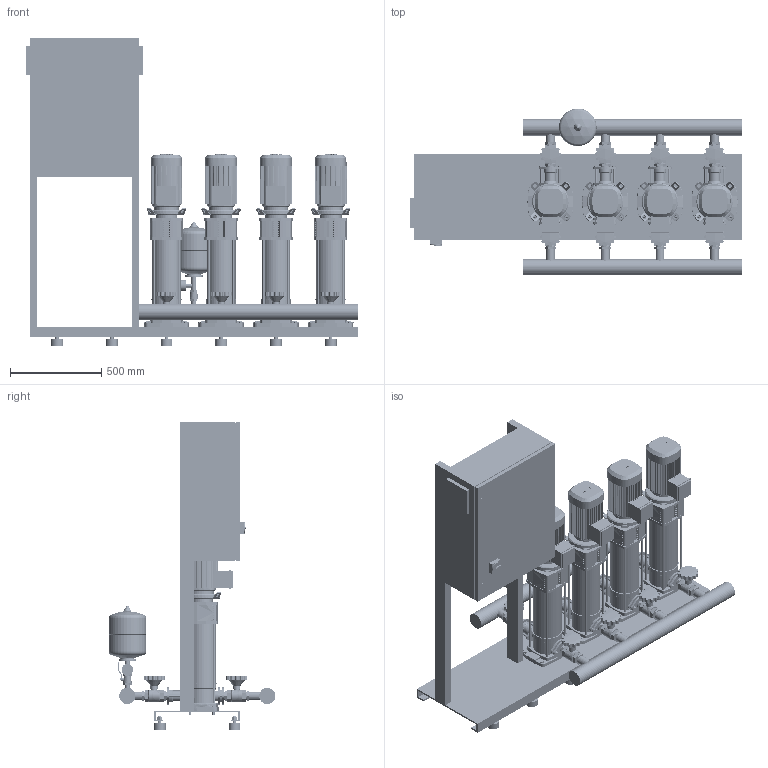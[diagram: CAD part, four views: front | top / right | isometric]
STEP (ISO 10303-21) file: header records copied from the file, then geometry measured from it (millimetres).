
FILE_DESCRIPTION((''),'2;1');
FILE_NAME('3d_COR-4HELIXV1007_K_CC-2534193.stp','2016-01-22T13:23:47',(''),(''),'Mechanical Desktop 2009','Mechanical Desktop 2009',', , ');
FILE_SCHEMA(('CONFIG_CONTROL_DESIGN'));
Length unit declared in the file: millimetre
Products named in the file (1): Product
Bounding box: 1820 x 914.45 x 1685 mm (x, y, z)
Volume: 255150340.8 mm3; surface area: 12903498.7 mm2
Topology: 199 solids, 199 shells, 5805 faces, 14711 edges, 9595 vertices
Faces by surface type: plane 2241, cylinder 1732, bspline 1386, cone 316, torus 104, sphere 26
Entity records: 188034 total; most frequent: CARTESIAN_POINT 48660, ORIENTED_EDGE 29390, DIRECTION 27881, EDGE_CURVE 14695, AXIS2_PLACEMENT_3D 9606, VERTEX_POINT 9590, VECTOR 8669, LINE 8669
